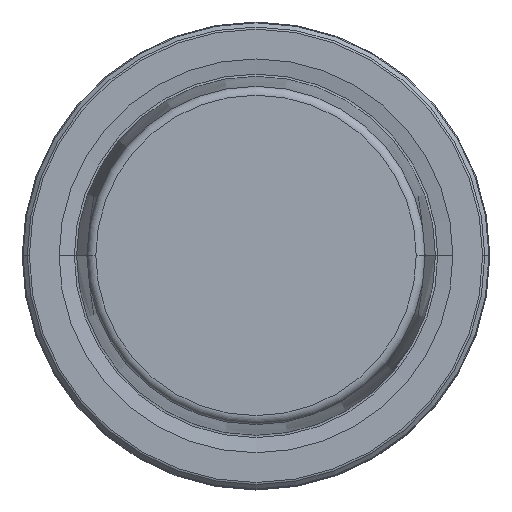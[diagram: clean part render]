
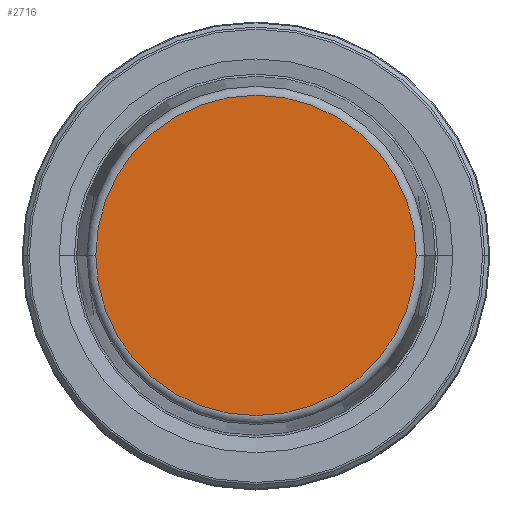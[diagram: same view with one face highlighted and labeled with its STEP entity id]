
A CAD part, top view. The second image highlights one B-rep face of the part: STEP entity #2716.
In plain terms, the highlighted planar face has unit normal (0, 0, 1).
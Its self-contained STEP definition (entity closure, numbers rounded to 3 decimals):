
#63 = DIRECTION ( 'NONE',  ( 0., 0., -1. ) ) ;
#192 = ORIENTED_EDGE ( 'NONE', *, *, #2411, .T. ) ;
#283 = DIRECTION ( 'NONE',  ( 0., 0., 1. ) ) ;
#448 = EDGE_LOOP ( 'NONE', ( #192, #1020 ) ) ;
#750 = PLANE ( 'NONE',  #2400 ) ;
#954 = CARTESIAN_POINT ( 'NONE',  ( 0., 0., 31.9 ) ) ;
#1020 = ORIENTED_EDGE ( 'NONE', *, *, #2669, .T. ) ;
#1118 = VERTEX_POINT ( 'NONE', #1213 ) ;
#1213 = CARTESIAN_POINT ( 'NONE',  ( 21.581, 0., 31.9 ) ) ;
#1224 = AXIS2_PLACEMENT_3D ( 'NONE', #1606, #283, #1828 ) ;
#1270 = CARTESIAN_POINT ( 'NONE',  ( 0., 0., 31.9 ) ) ;
#1485 = DIRECTION ( 'NONE',  ( 1., 0., 0. ) ) ;
#1606 = CARTESIAN_POINT ( 'NONE',  ( 0., 0., 31.9 ) ) ;
#1629 = DIRECTION ( 'NONE',  ( -1., 0., 0. ) ) ;
#1708 = VERTEX_POINT ( 'NONE', #2103 ) ;
#1732 = AXIS2_PLACEMENT_3D ( 'NONE', #1270, #2766, #1485 ) ;
#1828 = DIRECTION ( 'NONE',  ( 1., 0., 0. ) ) ;
#1829 = FACE_OUTER_BOUND ( 'NONE', #448, .T. ) ;
#2103 = CARTESIAN_POINT ( 'NONE',  ( -21.581, 0., 31.9 ) ) ;
#2400 = AXIS2_PLACEMENT_3D ( 'NONE', #954, #63, #1629 ) ;
#2411 = EDGE_CURVE ( 'NONE', #1118, #1708, #2746, .T. ) ;
#2464 = CIRCLE ( 'NONE', #1224, 21.581 ) ;
#2669 = EDGE_CURVE ( 'NONE', #1708, #1118, #2464, .T. ) ;
#2716 = ADVANCED_FACE ( 'NONE', ( #1829 ), #750, .F. ) ;
#2746 = CIRCLE ( 'NONE', #1732, 21.581 ) ;
#2766 = DIRECTION ( 'NONE',  ( 0., 0., 1. ) ) ;
